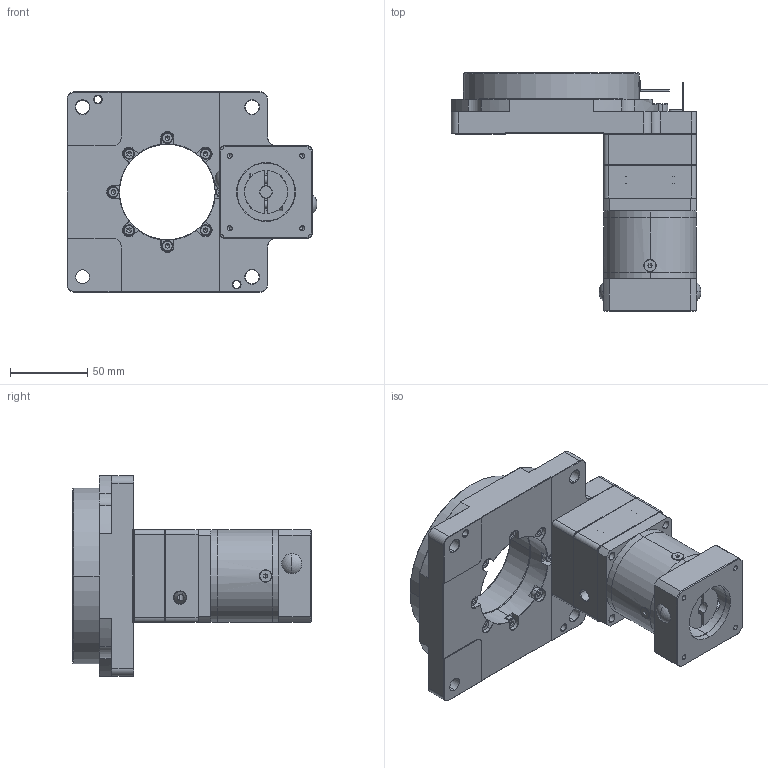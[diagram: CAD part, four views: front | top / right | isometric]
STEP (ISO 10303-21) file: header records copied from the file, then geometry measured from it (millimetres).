
FILE_DESCRIPTION (( 'STEP AP214' ), '1' );
FILE_NAME ('THG130-( )-8-23.5- 38.1-66.65-M4.STEP', '2023-11-22T06:18:59', ( 'Windows User' ), ( 'P R C' ), 'SwSTEP 2.0', 'SolidWorks 2021', '' );
FILE_SCHEMA (( 'AUTOMOTIVE_DESIGN' ));
Length unit declared in the file: millimetre
Products named in the file (10): PF60________-____38.1-M4-66.65.STEP_蕼偞; PF60L1-38.1-8-22-M4-66.65.STEP_蕼偞; PF60________-____.STEP_蕼偞; hexagon socket head cap screws gb_GB_FASTENER_SCREWS_HSHCS M5X16-N.STEP_蕼偞; THG130-(   )-8-23.5- 38.1-66.65-M4; PF60__________-____.STEP_蕼偞; PF60______-____8.STEP_蕼偞; PF60____9.STEP_蕼偞; TH130-10（18）-14-35-50-70-M4_預設; hexagon socket countersunk head screws gb_GB_FASTENER_SCREWS_HSCHS M4X8-N.STEP_蕼偞
Assembly tree (14 placements, depth 3):
  THG130-(   )-8-23.5- 38.1-66.65-M4
    TH130-10（18）-14-35-50-70-M4_預設
    PF60L1-38.1-8-22-M4-66.65.STEP_蕼偞
      PF60________-____.STEP_蕼偞
      PF60__________-____.STEP_蕼偞
      PF60________-____38.1-M4-66.65.STEP_蕼偞
      PF60______-____8.STEP_蕼偞
      hexagon socket head cap screws gb_GB_FASTENER_SCREWS_HSHCS M5X16-N.STEP_蕼偞  x2
      PF60____9.STEP_蕼偞  x2
      hexagon socket countersunk head screws gb_GB_FASTENER_SCREWS_HSCHS M4X8-N.STEP_蕼偞  x4
Bounding box: 162 x 154.5 x 130 mm (x, y, z)
Volume: 697415.5 mm3; surface area: 140165.6 mm2
Topology: 20 solids, 52 shells, 1583 faces, 3718 edges, 2244 vertices
Faces by surface type: plane 671, cylinder 443, cone 425, torus 44
Full cylindrical faces by diameter (mm): 3.242 x1
Entity records: 43029 total; most frequent: CARTESIAN_POINT 8639, DIRECTION 7534, ORIENTED_EDGE 6720, EDGE_CURVE 3360, AXIS2_PLACEMENT_3D 2888, VERTEX_POINT 2073, VECTOR 1758, LINE 1758
